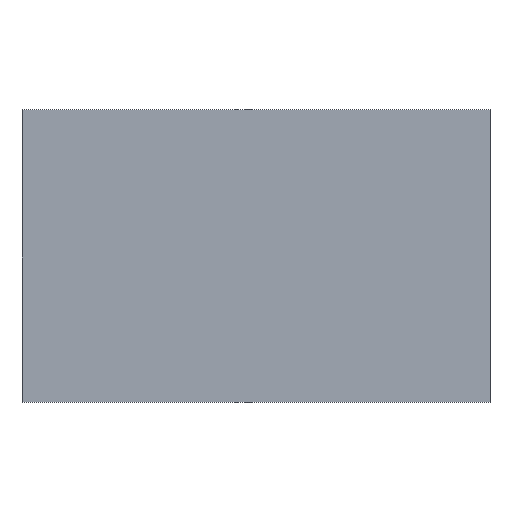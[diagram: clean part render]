
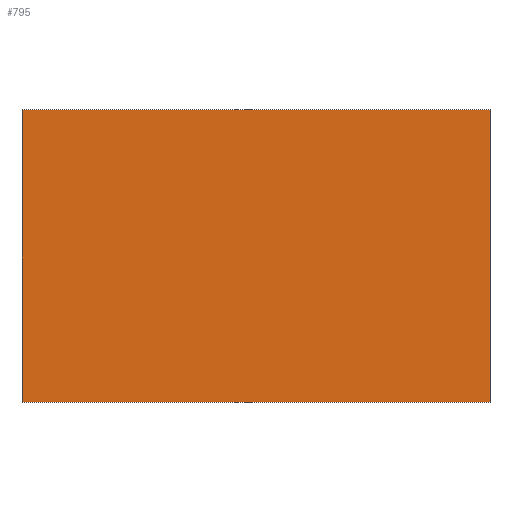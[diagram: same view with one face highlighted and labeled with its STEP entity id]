
A CAD part, top view. The second image highlights one B-rep face of the part: STEP entity #795.
In plain terms, the highlighted planar face has unit normal (0, 0, 1).
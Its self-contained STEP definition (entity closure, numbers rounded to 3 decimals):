
#666 = VERTEX_POINT('',#667);
#667 = CARTESIAN_POINT('',(0.,0.,6.));
#682 = VERTEX_POINT('',#683);
#683 = CARTESIAN_POINT('',(0.,500.,6.));
#689 = EDGE_CURVE('',#666,#682,#690,.T.);
#690 = LINE('',#691,#692);
#691 = CARTESIAN_POINT('',(0.,0.,6.));
#692 = VECTOR('',#693,1.);
#693 = DIRECTION('',(0.,1.,0.));
#706 = VERTEX_POINT('',#707);
#707 = CARTESIAN_POINT('',(800.,0.,6.));
#722 = VERTEX_POINT('',#723);
#723 = CARTESIAN_POINT('',(800.,500.,6.));
#729 = EDGE_CURVE('',#706,#722,#730,.T.);
#730 = LINE('',#731,#732);
#731 = CARTESIAN_POINT('',(800.,0.,6.));
#732 = VECTOR('',#733,1.);
#733 = DIRECTION('',(0.,1.,0.));
#750 = EDGE_CURVE('',#666,#706,#751,.T.);
#751 = LINE('',#752,#753);
#752 = CARTESIAN_POINT('',(0.,0.,6.));
#753 = VECTOR('',#754,1.);
#754 = DIRECTION('',(1.,0.,0.));
#772 = EDGE_CURVE('',#682,#722,#773,.T.);
#773 = LINE('',#774,#775);
#774 = CARTESIAN_POINT('',(0.,500.,6.));
#775 = VECTOR('',#776,1.);
#776 = DIRECTION('',(1.,0.,0.));
#795 = ADVANCED_FACE('',(#796),#802,.T.);
#796 = FACE_BOUND('',#797,.T.);
#797 = EDGE_LOOP('',(#798,#799,#800,#801));
#798 = ORIENTED_EDGE('',*,*,#689,.F.);
#799 = ORIENTED_EDGE('',*,*,#750,.T.);
#800 = ORIENTED_EDGE('',*,*,#729,.T.);
#801 = ORIENTED_EDGE('',*,*,#772,.F.);
#802 = PLANE('',#803);
#803 = AXIS2_PLACEMENT_3D('',#804,#805,#806);
#804 = CARTESIAN_POINT('',(0.,0.,6.));
#805 = DIRECTION('',(0.,0.,1.));
#806 = DIRECTION('',(1.,0.,0.));
